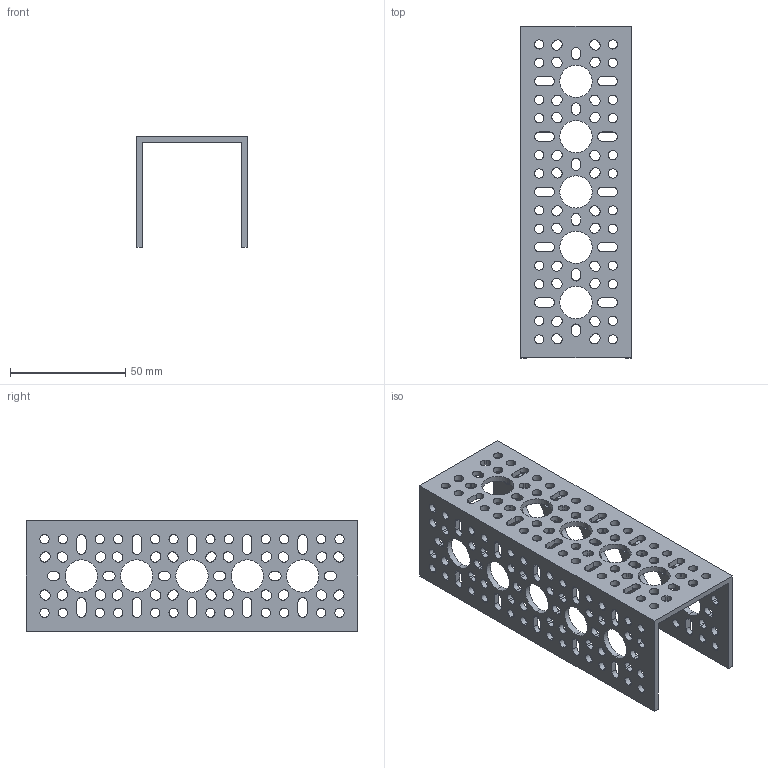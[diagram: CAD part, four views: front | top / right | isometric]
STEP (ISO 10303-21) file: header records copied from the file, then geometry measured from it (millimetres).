
FILE_DESCRIPTION(('Open CASCADE Model'),'2;1');
FILE_NAME('Open CASCADE Shape Model','2023-08-02T22:12:50',('Author'),( 'Open CASCADE'),'Open CASCADE STEP processor 7.7','Open CASCADE 7.7' ,'Unknown');
FILE_SCHEMA(('AUTOMOTIVE_DESIGN { 1 0 10303 214 1 1 1 1 }'));
Length unit declared in the file: millimetre
Products named in the file (1): Open CASCADE STEP translator 7.7 1
Bounding box: 48 x 144 x 48 mm (x, y, z)
Volume: 36088.4 mm3; surface area: 39040.4 mm2
Topology: 1 solids, 1 shells, 751 faces, 2247 edges, 1498 vertices
Faces by surface type: cylinder 501, plane 250
Entity records: 26581 total; most frequent: DIRECTION 4753, CARTESIAN_POINT 4497, ORIENTED_EDGE 4494, EDGE_CURVE 2247, AXIS2_PLACEMENT_3D 1754, VERTEX_POINT 1498, LINE 1245, VECTOR 1245
